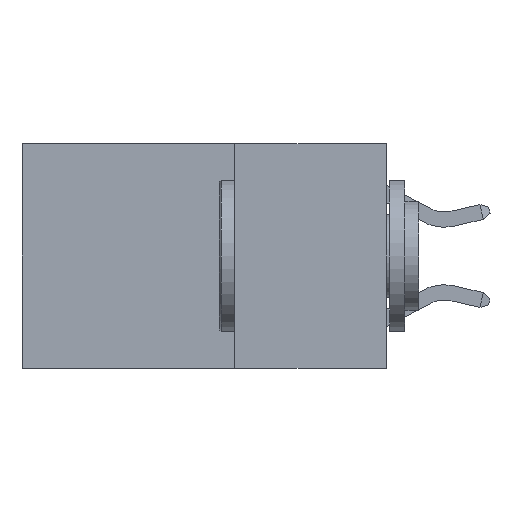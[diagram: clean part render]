
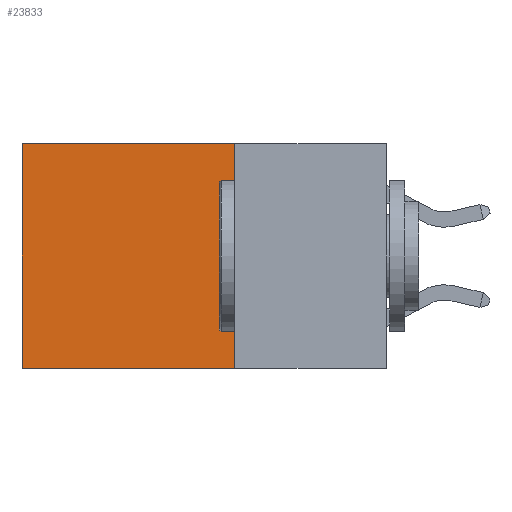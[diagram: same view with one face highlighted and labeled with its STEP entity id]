
A CAD part, left-side view. The second image highlights one B-rep face of the part: STEP entity #23833.
In plain terms, the highlighted planar face has unit normal (-1, 0, 0).
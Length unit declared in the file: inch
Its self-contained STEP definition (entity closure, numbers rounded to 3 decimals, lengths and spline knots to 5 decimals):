
#558 = VECTOR ( 'NONE', #5005, 39.37008 ) ;
#903 = PLANE ( 'NONE',  #18274 ) ;
#2502 = ORIENTED_EDGE ( 'NONE', *, *, #26074, .T. ) ;
#2734 = CARTESIAN_POINT ( 'NONE',  ( 0.2625, 0.25, 0. ) ) ;
#2780 = CARTESIAN_POINT ( 'NONE',  ( 0.2625, 0.25, 0. ) ) ;
#2839 = DIRECTION ( 'NONE',  ( 0., 0., -1. ) ) ;
#2904 = EDGE_CURVE ( 'NONE', #15997, #5130, #8230, .T. ) ;
#3193 = CARTESIAN_POINT ( 'NONE',  ( 0.2625, 0.25, -0.37 ) ) ;
#3714 = EDGE_LOOP ( 'NONE', ( #2502, #11193, #9316, #13574 ) ) ;
#4071 = FACE_OUTER_BOUND ( 'NONE', #3714, .T. ) ;
#4248 = CARTESIAN_POINT ( 'NONE',  ( 0.2625, 0.25, -0.37 ) ) ;
#5005 = DIRECTION ( 'NONE',  ( 0., 0., -1. ) ) ;
#5130 = VERTEX_POINT ( 'NONE', #9850 ) ;
#5625 = VECTOR ( 'NONE', #2839, 39.37008 ) ;
#7013 = CARTESIAN_POINT ( 'NONE',  ( 0.2625, 0.6, 0. ) ) ;
#8230 = LINE ( 'NONE', #2734, #10806 ) ;
#9155 = LINE ( 'NONE', #3193, #23033 ) ;
#9316 = ORIENTED_EDGE ( 'NONE', *, *, #23309, .F. ) ;
#9596 = LINE ( 'NONE', #23576, #558 ) ;
#9850 = CARTESIAN_POINT ( 'NONE',  ( 0.2625, 0.6, 0. ) ) ;
#10460 = LINE ( 'NONE', #7013, #5625 ) ;
#10806 = VECTOR ( 'NONE', #21530, 39.37008 ) ;
#11193 = ORIENTED_EDGE ( 'NONE', *, *, #11785, .F. ) ;
#11785 = EDGE_CURVE ( 'NONE', #12989, #14037, #9155, .T. ) ;
#12989 = VERTEX_POINT ( 'NONE', #4248 ) ;
#13215 = DIRECTION ( 'NONE',  ( 1., 0., 0. ) ) ;
#13337 = CARTESIAN_POINT ( 'NONE',  ( 0.2625, 0.6, -0.37 ) ) ;
#13574 = ORIENTED_EDGE ( 'NONE', *, *, #2904, .T. ) ;
#14037 = VERTEX_POINT ( 'NONE', #13337 ) ;
#15997 = VERTEX_POINT ( 'NONE', #19923 ) ;
#18274 = AXIS2_PLACEMENT_3D ( 'NONE', #2780, #13215, #23452 ) ;
#19923 = CARTESIAN_POINT ( 'NONE',  ( 0.2625, 0.25, 0. ) ) ;
#21530 = DIRECTION ( 'NONE',  ( 0., 1., 0. ) ) ;
#23033 = VECTOR ( 'NONE', #23961, 39.37008 ) ;
#23309 = EDGE_CURVE ( 'NONE', #15997, #12989, #9596, .T. ) ;
#23452 = DIRECTION ( 'NONE',  ( 0., 0., -1. ) ) ;
#23576 = CARTESIAN_POINT ( 'NONE',  ( 0.2625, 0.25, 0. ) ) ;
#23833 = ADVANCED_FACE ( 'NONE', ( #4071 ), #903, .F. ) ;
#23961 = DIRECTION ( 'NONE',  ( 0., 1., 0. ) ) ;
#26074 = EDGE_CURVE ( 'NONE', #5130, #14037, #10460, .T. ) ;
